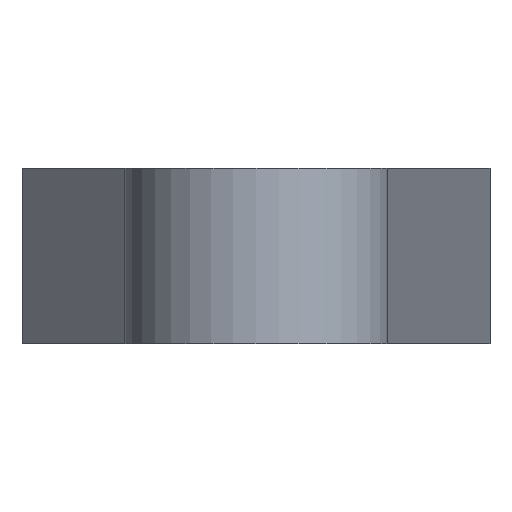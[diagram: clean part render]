
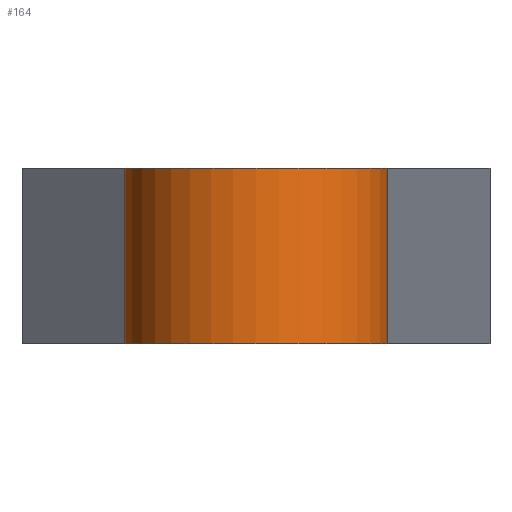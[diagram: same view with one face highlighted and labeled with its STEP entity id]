
A CAD part, front view. The second image highlights one B-rep face of the part: STEP entity #164.
In plain terms, the highlighted cylindrical face has radius 45 mm (diameter 90 mm), a partial arc.
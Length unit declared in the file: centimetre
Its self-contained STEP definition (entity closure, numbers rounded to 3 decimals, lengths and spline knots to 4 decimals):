
#28=FACE_OUTER_BOUND('',#37,.T.);
#37=EDGE_LOOP('',(#134,#135,#136,#137));
#54=LINE('',#280,#69);
#55=LINE('',#286,#70);
#69=VECTOR('',#231,1.);
#70=VECTOR('',#238,1.);
#77=CIRCLE('',#195,4.5);
#78=CIRCLE('',#196,4.5);
#89=VERTEX_POINT('',#276);
#90=VERTEX_POINT('',#278);
#91=VERTEX_POINT('',#282);
#92=VERTEX_POINT('',#284);
#108=EDGE_CURVE('',#89,#90,#54,.T.);
#109=EDGE_CURVE('',#89,#91,#77,.T.);
#110=EDGE_CURVE('',#92,#90,#78,.T.);
#111=EDGE_CURVE('',#91,#92,#55,.T.);
#134=ORIENTED_EDGE('',*,*,#109,.F.);
#135=ORIENTED_EDGE('',*,*,#108,.T.);
#136=ORIENTED_EDGE('',*,*,#110,.F.);
#137=ORIENTED_EDGE('',*,*,#111,.F.);
#158=CYLINDRICAL_SURFACE('',#194,4.5);
#164=ADVANCED_FACE('',(#28),#158,.T.);
#194=AXIS2_PLACEMENT_3D('',#281,#232,#233);
#195=AXIS2_PLACEMENT_3D('',#283,#234,#235);
#196=AXIS2_PLACEMENT_3D('',#285,#236,#237);
#231=DIRECTION('',(0.,0.,1.));
#232=DIRECTION('center_axis',(0.,0.,1.));
#233=DIRECTION('ref_axis',(1.,0.,0.));
#234=DIRECTION('center_axis',(0.,0.,-1.));
#235=DIRECTION('ref_axis',(1.,0.,0.));
#236=DIRECTION('center_axis',(0.,0.,1.));
#237=DIRECTION('ref_axis',(1.,0.,0.));
#238=DIRECTION('',(0.,0.,1.));
#276=CARTESIAN_POINT('',(4.5,0.,0.));
#278=CARTESIAN_POINT('',(4.5,0.,6.));
#280=CARTESIAN_POINT('',(4.5,0.,0.));
#281=CARTESIAN_POINT('Origin',(0.,0.,0.));
#282=CARTESIAN_POINT('',(-4.5,0.,0.));
#283=CARTESIAN_POINT('Origin',(0.,0.,0.));
#284=CARTESIAN_POINT('',(-4.5,0.,6.));
#285=CARTESIAN_POINT('Origin',(0.,0.,6.));
#286=CARTESIAN_POINT('',(-4.5,0.,0.));
